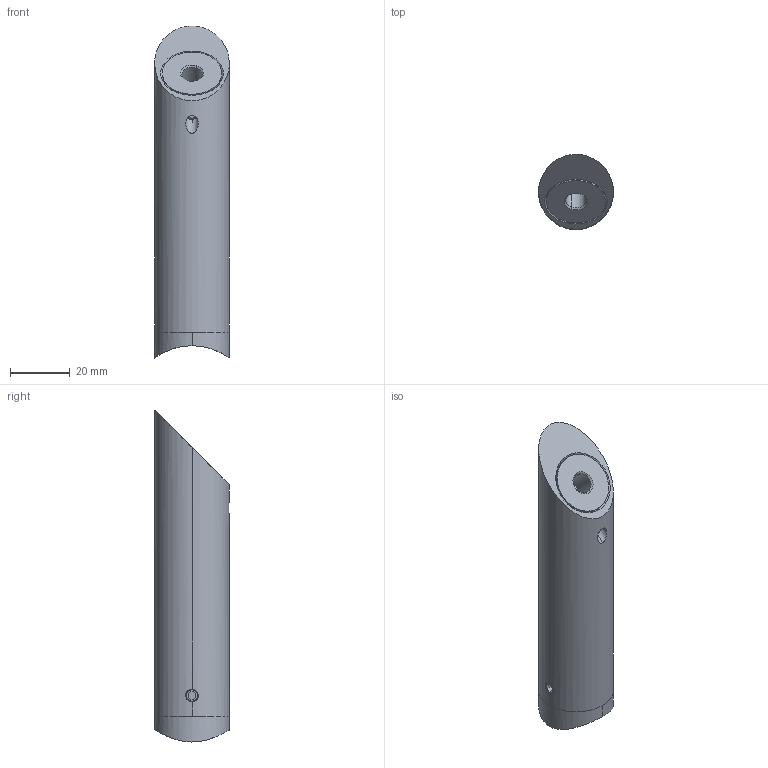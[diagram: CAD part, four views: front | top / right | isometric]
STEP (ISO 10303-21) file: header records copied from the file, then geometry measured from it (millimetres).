
FILE_DESCRIPTION (( 'STEP AP203' ), '1' );
FILE_NAME ('51181-240-XX Konfig.STEP', '2018-05-16T11:19:27', ( '' ), ( '' ), 'SwSTEP 2.0', 'SolidWorks 2015', '' );
FILE_SCHEMA (( 'CONFIG_CONTROL_DESIGN' ));
Length unit declared in the file: millimetre
Products named in the file (6): 51181-240-XX Teil3_51181-240-42 Teil3; DIN914_DIN 914 M5x5; 51181-240-XX Teil2_51181-240-XX Teil2; 51181-240-XX Konfig; 51181-240-XX Teil1_51181-240-42 Teil1; DIN914_DIN 914 M5x6
Assembly tree (6 placements, depth 2):
  51181-240-XX Konfig
    51181-240-XX Teil3_51181-240-42 Teil3
    51181-240-XX Teil1_51181-240-42 Teil1
    51181-240-XX Teil2_51181-240-XX Teil2
    DIN914_DIN 914 M5x6
    DIN914_DIN 914 M5x5  x2
Bounding box: 25 x 25 x 111.07 mm (x, y, z)
Volume: 43073.7 mm3; surface area: 14380.4 mm2
Topology: 6 solids, 6 shells, 353 faces, 887 edges, 576 vertices
Faces by surface type: plane 190, bspline 94, cylinder 37, cone 32
Entity records: 16329 total; most frequent: CARTESIAN_POINT 8152, ORIENTED_EDGE 1710, DIRECTION 1223, EDGE_CURVE 855, LINE 573, VECTOR 573, VERTEX_POINT 556, EDGE_LOOP 377
